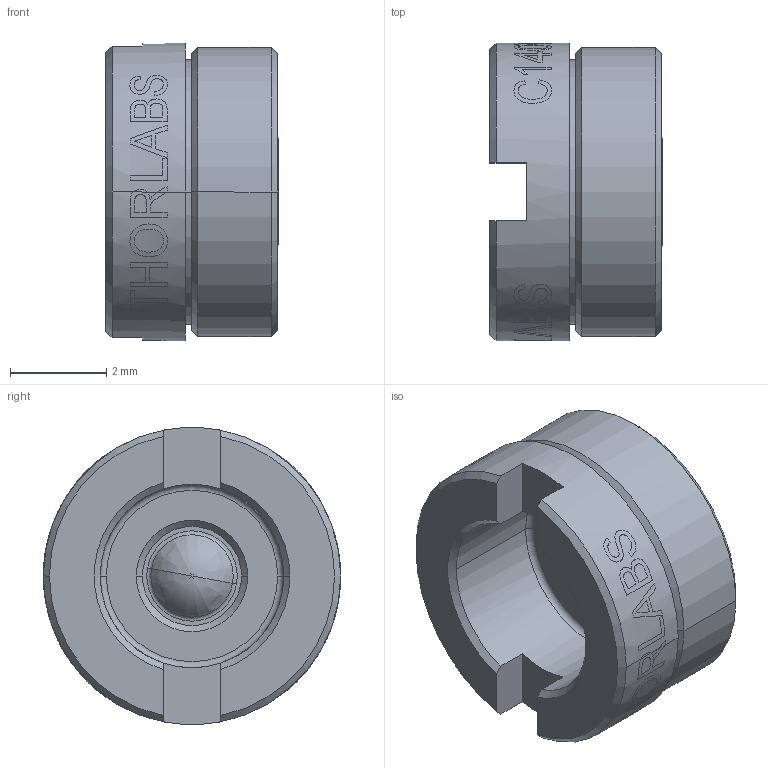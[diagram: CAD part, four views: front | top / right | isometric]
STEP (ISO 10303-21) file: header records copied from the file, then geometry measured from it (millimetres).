
FILE_DESCRIPTION (( 'STEP AP203' ), '1' );
FILE_NAME ('TTN021294-E0W.STEP', '2014-05-23T16:15:32', ( 'admin' ), ( '' ), 'SwSTEP 2.0', 'SolidWorks 2012', '' );
FILE_SCHEMA (( 'CONFIG_CONTROL_DESIGN' ));
Length unit declared in the file: inch
Products named in the file (1): TTN021294-E0W
Bounding box: 3.57 x 6.17 x 6.17 mm (x, y, z)
Volume: 70.3 mm3; surface area: 175.1 mm2
Topology: 2 solids, 2 shells, 97 faces, 382 edges, 314 vertices
Faces by surface type: cylinder 53, cone 17, plane 15, bspline 10, torus 2
Entity records: 5879 total; most frequent: CARTESIAN_POINT 2617, ORIENTED_EDGE 756, DIRECTION 579, EDGE_CURVE 378, VERTEX_POINT 314, AXIS2_PLACEMENT_3D 242, CIRCLE 154, EDGE_LOOP 128
